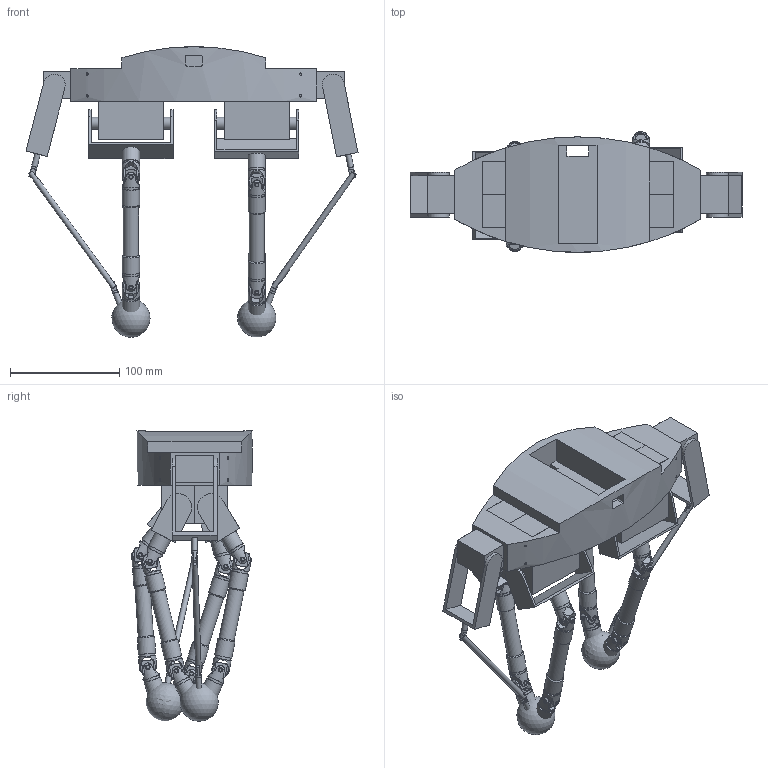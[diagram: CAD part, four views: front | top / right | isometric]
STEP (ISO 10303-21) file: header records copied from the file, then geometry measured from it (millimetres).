
FILE_DESCRIPTION(/* description */ (''),/* implementation_level */ '2;1');
FILE_NAME(/* name */ '双足 v16.step',/* time_stamp */ '2020-01-19T22:04:38+08:00',/* author */ ('kuangkuang2003'),/* organization */ (''),/* preprocessor_version */ 'ST-DEVELOPER v18',/* originating_system */ 'Autodesk Translation Framework v8.2.0.1029',/* authorisation */ '');
FILE_SCHEMA (('AUTOMOTIVE_DESIGN { 1 0 10303 214 3 1 1 }'));
Length unit declared in the file: millimetre
Products named in the file (42): 双足; 6443K46; 6443K46 (1); 6443K46 (1)_1; 零部件8; 零部件9; 零部件10; 6443K46_1; 零部件4; 零部件5; 零部件6; 零部件2; 零部件1; 零部件11; 零部件12; 零部件13; 零部件14; 零部件15; 零部件16; 零部件17; 零部件18; 零部件1(镜像) (1); 零部件2(镜像) (1); 6443K46(镜像) (1); 6443K46(镜像) (1)_1; 零部件4(镜像) (1); 零部件5(镜像) (1); 零部件6(镜像) (1); 6443K46 (1)(镜像) (1); 6443K46 (1)(镜像) (1)_1; 零部件8(镜像) (1); 零部件9(镜像) (1); 零部件10(镜像) (1); 零部件11(镜像) (1); 零部件12(镜像) (1); 零部件13(镜像) (1); 零部件14(镜像) (1); 零部件15(镜像) (1); 零部件16(镜像) (1); 零部件17(镜像) (1) ...
Assembly tree (57 placements, depth 3):
  双足
    零部件1  x2
    零部件2  x2
    6443K46
      零部件4
      零部件5
      零部件6
    6443K46 (1)
      零部件8
      零部件9
      零部件10
    6443K46 (1)_1
      零部件8
      零部件9
      零部件10
    6443K46_1
      零部件4
      零部件5
      零部件6
    零部件11
    零部件12
    零部件13
    零部件14
    零部件15
    零部件16
    零部件17
    零部件18
    零部件1(镜像) (1)  x2
    零部件2(镜像) (1)  x2
    6443K46(镜像) (1)
      零部件4(镜像) (1)
      零部件5(镜像) (1)
      零部件6(镜像) (1)
    6443K46(镜像) (1)_1
      零部件4(镜像) (1)
      零部件5(镜像) (1)
      零部件6(镜像) (1)
    6443K46 (1)(镜像) (1)
      零部件8(镜像) (1)
      零部件9(镜像) (1)
      零部件10(镜像) (1)
    6443K46 (1)(镜像) (1)_1
      零部件8(镜像) (1)
      零部件9(镜像) (1)
      零部件10(镜像) (1)
    零部件11(镜像) (1)
    零部件12(镜像) (1)
    零部件13(镜像) (1)
    零部件14(镜像) (1)
    零部件15(镜像) (1)
    零部件16(镜像) (1)
    零部件17(镜像) (1)
    零部件18(镜像) (1)
    零部件55
Bounding box: 303.68 x 110.6 x 265.77 mm (x, y, z)
Volume: 1148162.1 mm3; surface area: 305540.1 mm2
Topology: 47 solids, 47 shells, 838 faces, 2216 edges, 1502 vertices
Faces by surface type: plane 395, cylinder 285, cone 156, sphere 2
Full cylindrical faces by diameter (mm): 2 x8, 2.5 x8, 3.969 x64, 5 x10, 7.938 x16, 8 x4, 11 x8, 13.891 x4, 14.085 x16, 15.875 x32
Entity records: 18674 total; most frequent: CARTESIAN_POINT 4511, DIRECTION 2896, ORIENTED_EDGE 2644, EDGE_CURVE 1322, AXIS2_PLACEMENT_3D 1161, VERTEX_POINT 896, EDGE_LOOP 628, LINE 574
